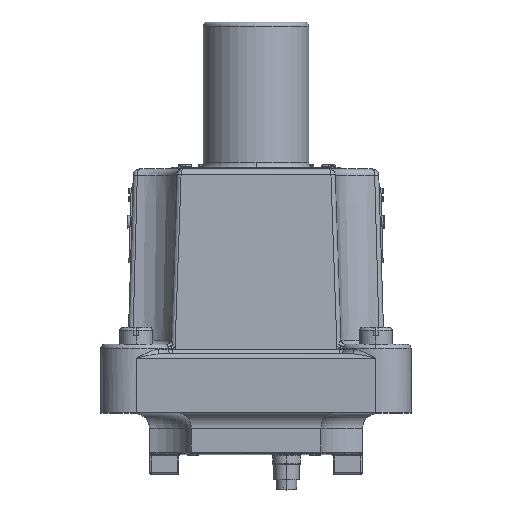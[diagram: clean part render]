
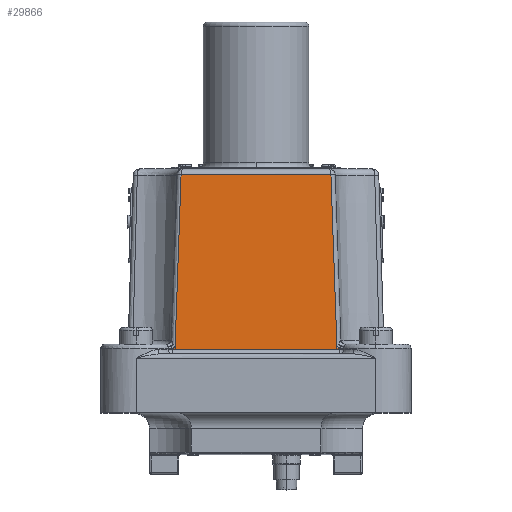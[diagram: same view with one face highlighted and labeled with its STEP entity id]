
A CAD part, top view. The second image highlights one B-rep face of the part: STEP entity #29866.
In plain terms, the highlighted planar face has unit normal (0, 0.03, 1).
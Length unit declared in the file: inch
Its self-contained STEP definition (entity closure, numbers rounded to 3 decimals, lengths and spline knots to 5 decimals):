
#1713 =( BOUNDED_CURVE ( )  B_SPLINE_CURVE ( 3, ( #15225, #7312, #2212, #20498 ),
 .UNSPECIFIED., .F., .F. ) 
 B_SPLINE_CURVE_WITH_KNOTS ( ( 4, 4 ),
 ( 1.13478, 1.13588 ),
 .UNSPECIFIED. ) 
 CURVE ( )  GEOMETRIC_REPRESENTATION_ITEM ( )  RATIONAL_B_SPLINE_CURVE ( ( 1., 1., 1., 1. ) ) 
 REPRESENTATION_ITEM ( '' )  );
#1812 = CARTESIAN_POINT ( 'NONE',  ( -0.99897, 0.74847, 2.38352 ) ) ;
#2212 = CARTESIAN_POINT ( 'NONE',  ( 0.99883, 0.75867, 2.38321 ) ) ;
#2364 = LINE ( 'NONE', #10938, #21554 ) ;
#3394 = CARTESIAN_POINT ( 'NONE',  ( 0.89118, 2.82729, 2.32001 ) ) ;
#3450 = CARTESIAN_POINT ( 'NONE',  ( -0.96326, 0.76683, 2.38296 ) ) ;
#3503 = CARTESIAN_POINT ( 'NONE',  ( -0.89118, 2.82729, 2.32001 ) ) ;
#3542 = ORIENTED_EDGE ( 'NONE', *, *, #24845, .T. ) ;
#3614 = ORIENTED_EDGE ( 'NONE', *, *, #29683, .T. ) ;
#3741 = CARTESIAN_POINT ( 'NONE',  ( -0.96326, 0.76683, 2.38296 ) ) ;
#4157 = B_SPLINE_CURVE_WITH_KNOTS ( 'NONE', 3,
 ( #31982, #13879, #19133, #3450 ),
 .UNSPECIFIED., .F., .F.,
 ( 4, 4 ),
 ( 0., 0.05239 ),
 .UNSPECIFIED. ) ;
#4302 = CARTESIAN_POINT ( 'NONE',  ( -0.99883, 0.75867, 2.38321 ) ) ;
#4323 = CARTESIAN_POINT ( 'NONE',  ( 0.99874, 0.76479, 2.38302 ) ) ;
#5074 = CARTESIAN_POINT ( 'NONE',  ( 0.93736, 1.45358, 2.36198 ) ) ;
#5300 = CARTESIAN_POINT ( 'NONE',  ( 0.89118, 2.82729, 2.32001 ) ) ;
#6102 = VERTEX_POINT ( 'NONE', #11485 ) ;
#6720 = VERTEX_POINT ( 'NONE', #3741 ) ;
#6938 = CARTESIAN_POINT ( 'NONE',  ( 0.99874, 0.76581, 2.38299 ) ) ;
#6971 = CARTESIAN_POINT ( 'NONE',  ( -1.03137, 0.76683, 2.38296 ) ) ;
#7012 = CARTESIAN_POINT ( 'NONE',  ( -0.99876, 0.76683, 2.38296 ) ) ;
#7312 = CARTESIAN_POINT ( 'NONE',  ( 0.9989, 0.75357, 2.38336 ) ) ;
#7406 = CARTESIAN_POINT ( 'NONE',  ( 0.96326, 0.76683, 2.38296 ) ) ;
#7799 = CARTESIAN_POINT ( 'NONE',  ( 0.91358, 2.14041, 2.34099 ) ) ;
#7869 = EDGE_CURVE ( 'NONE', #32467, #15055, #27896, .T. ) ;
#7915 = DIRECTION ( 'NONE',  ( -1., 0., 0. ) ) ;
#8899 = ORIENTED_EDGE ( 'NONE', *, *, #31543, .T. ) ;
#9286 = CARTESIAN_POINT ( 'NONE',  ( -0.99874, 0.76479, 2.38302 ) ) ;
#9456 = LINE ( 'NONE', #22023, #29372 ) ;
#9710 = EDGE_CURVE ( 'NONE', #26553, #18145, #13984, .T. ) ;
#9737 = EDGE_CURVE ( 'NONE', #18145, #22258, #10627, .T. ) ;
#10579 = CARTESIAN_POINT ( 'NONE',  ( 1.425, 2.82729, 2.32001 ) ) ;
#10627 = LINE ( 'NONE', #10579, #23678 ) ;
#10938 = CARTESIAN_POINT ( 'NONE',  ( 1.425, 0.74847, 2.38352 ) ) ;
#11485 = CARTESIAN_POINT ( 'NONE',  ( 0.99876, 0.76683, 2.38296 ) ) ;
#11591 = ORIENTED_EDGE ( 'NONE', *, *, #24921, .T. ) ;
#11721 = DIRECTION ( 'NONE',  ( 0., 0.031, 1. ) ) ;
#13879 = CARTESIAN_POINT ( 'NONE',  ( -0.91358, 2.14041, 2.34099 ) ) ;
#13984 = B_SPLINE_CURVE_WITH_KNOTS ( 'NONE', 3,
 ( #20998, #5074, #7799, #5300 ),
 .UNSPECIFIED., .F., .F.,
 ( 4, 4 ),
 ( -0.00123, 0.05116 ),
 .UNSPECIFIED. ) ;
#14354 = AXIS2_PLACEMENT_3D ( 'NONE', #27270, #11721, #29864 ) ;
#14672 = CARTESIAN_POINT ( 'NONE',  ( 0.99875, 0.76377, 2.38305 ) ) ;
#14829 = ORIENTED_EDGE ( 'NONE', *, *, #20012, .T. ) ;
#15055 = VERTEX_POINT ( 'NONE', #25206 ) ;
#15225 = CARTESIAN_POINT ( 'NONE',  ( 0.99897, 0.74847, 2.38352 ) ) ;
#16398 = EDGE_CURVE ( 'NONE', #23632, #32467, #25572, .T. ) ;
#17349 = CARTESIAN_POINT ( 'NONE',  ( -0.9989, 0.75357, 2.38336 ) ) ;
#18078 = ORIENTED_EDGE ( 'NONE', *, *, #7869, .T. ) ;
#18145 = VERTEX_POINT ( 'NONE', #3394 ) ;
#18844 = DIRECTION ( 'NONE',  ( 1., 0., 0. ) ) ;
#19133 = CARTESIAN_POINT ( 'NONE',  ( -0.93736, 1.45358, 2.36198 ) ) ;
#20012 = EDGE_CURVE ( 'NONE', #26274, #6102, #33637, .T. ) ;
#20498 = CARTESIAN_POINT ( 'NONE',  ( 0.99875, 0.76377, 2.38305 ) ) ;
#20998 = CARTESIAN_POINT ( 'NONE',  ( 0.96326, 0.76683, 2.38296 ) ) ;
#21470 = VECTOR ( 'NONE', #25212, 39.37008 ) ;
#21529 = EDGE_CURVE ( 'NONE', #6102, #26553, #9456, .T. ) ;
#21554 = VECTOR ( 'NONE', #18844, 39.37008 ) ;
#21975 = PLANE ( 'NONE',  #14354 ) ;
#22023 = CARTESIAN_POINT ( 'NONE',  ( 1.425, 0.76683, 2.38296 ) ) ;
#22258 = VERTEX_POINT ( 'NONE', #3503 ) ;
#22308 = CARTESIAN_POINT ( 'NONE',  ( -0.99876, 0.76683, 2.38296 ) ) ;
#22592 = CARTESIAN_POINT ( 'NONE',  ( 0.99875, 0.76377, 2.38305 ) ) ;
#22775 = ORIENTED_EDGE ( 'NONE', *, *, #16398, .T. ) ;
#23632 = VERTEX_POINT ( 'NONE', #7012 ) ;
#23678 = VECTOR ( 'NONE', #7915, 39.37008 ) ;
#24775 = ORIENTED_EDGE ( 'NONE', *, *, #9710, .T. ) ;
#24845 = EDGE_CURVE ( 'NONE', #6720, #23632, #27487, .T. ) ;
#24902 = CARTESIAN_POINT ( 'NONE',  ( -0.99874, 0.76581, 2.38299 ) ) ;
#24921 = EDGE_CURVE ( 'NONE', #26261, #26274, #1713, .T. ) ;
#25015 = ORIENTED_EDGE ( 'NONE', *, *, #9737, .T. ) ;
#25190 = CARTESIAN_POINT ( 'NONE',  ( 0.99876, 0.76683, 2.38296 ) ) ;
#25206 = CARTESIAN_POINT ( 'NONE',  ( -0.99897, 0.74847, 2.38352 ) ) ;
#25212 = DIRECTION ( 'NONE',  ( -1., 0., 0. ) ) ;
#25572 = B_SPLINE_CURVE_WITH_KNOTS ( 'NONE', 3,
 ( #22308, #24902, #9286, #27474 ),
 .UNSPECIFIED., .F., .F.,
 ( 4, 4 ),
 ( 0., 0.00008 ),
 .UNSPECIFIED. ) ;
#26261 = VERTEX_POINT ( 'NONE', #30176 ) ;
#26274 = VERTEX_POINT ( 'NONE', #14672 ) ;
#26553 = VERTEX_POINT ( 'NONE', #7406 ) ;
#27140 = CARTESIAN_POINT ( 'NONE',  ( -0.99875, 0.76377, 2.38305 ) ) ;
#27270 = CARTESIAN_POINT ( 'NONE',  ( 1.425, 0.7, 2.385 ) ) ;
#27474 = CARTESIAN_POINT ( 'NONE',  ( -0.99875, 0.76377, 2.38305 ) ) ;
#27487 = LINE ( 'NONE', #6971, #21470 ) ;
#27896 =( BOUNDED_CURVE ( )  B_SPLINE_CURVE ( 3, ( #32958, #4302, #17349, #1812 ),
 .UNSPECIFIED., .F., .F. ) 
 B_SPLINE_CURVE_WITH_KNOTS ( ( 4, 4 ),
 ( 5.14731, 5.1484 ),
 .UNSPECIFIED. ) 
 CURVE ( )  GEOMETRIC_REPRESENTATION_ITEM ( )  RATIONAL_B_SPLINE_CURVE ( ( 1., 1., 1., 1. ) ) 
 REPRESENTATION_ITEM ( '' )  );
#29372 = VECTOR ( 'NONE', #29803, 39.37008 ) ;
#29494 = ORIENTED_EDGE ( 'NONE', *, *, #21529, .T. ) ;
#29592 = FACE_OUTER_BOUND ( 'NONE', #32809, .T. ) ;
#29683 = EDGE_CURVE ( 'NONE', #15055, #26261, #2364, .T. ) ;
#29803 = DIRECTION ( 'NONE',  ( -1., 0., 0. ) ) ;
#29864 = DIRECTION ( 'NONE',  ( 0., -1., 0.031 ) ) ;
#29866 = ADVANCED_FACE ( 'NONE', ( #29592 ), #21975, .T. ) ;
#30176 = CARTESIAN_POINT ( 'NONE',  ( 0.99897, 0.74847, 2.38352 ) ) ;
#31543 = EDGE_CURVE ( 'NONE', #22258, #6720, #4157, .T. ) ;
#31982 = CARTESIAN_POINT ( 'NONE',  ( -0.89118, 2.82729, 2.32001 ) ) ;
#32467 = VERTEX_POINT ( 'NONE', #27140 ) ;
#32809 = EDGE_LOOP ( 'NONE', ( #11591, #14829, #29494, #24775, #25015, #8899, #3542, #22775, #18078, #3614 ) ) ;
#32958 = CARTESIAN_POINT ( 'NONE',  ( -0.99875, 0.76377, 2.38305 ) ) ;
#33637 = B_SPLINE_CURVE_WITH_KNOTS ( 'NONE', 3,
 ( #22592, #4323, #6938, #25190 ),
 .UNSPECIFIED., .F., .F.,
 ( 4, 4 ),
 ( 0., 0.00008 ),
 .UNSPECIFIED. ) ;
